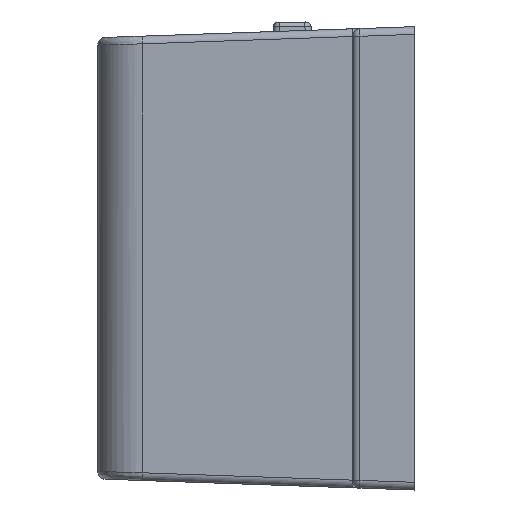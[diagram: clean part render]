
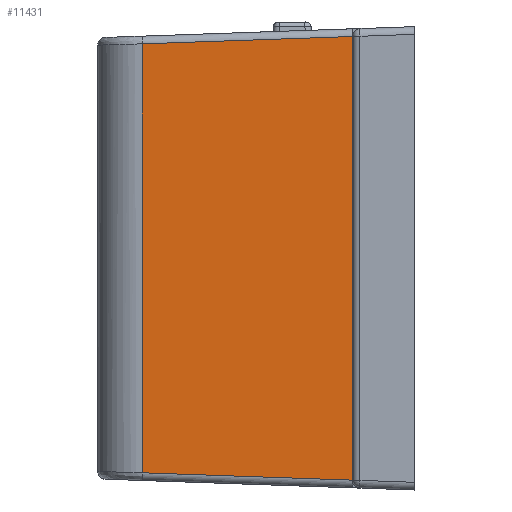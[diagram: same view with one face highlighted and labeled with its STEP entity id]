
A CAD part, left-side view. The second image highlights one B-rep face of the part: STEP entity #11431.
In plain terms, the highlighted planar face has unit normal (-0.999, 0.035, 0).
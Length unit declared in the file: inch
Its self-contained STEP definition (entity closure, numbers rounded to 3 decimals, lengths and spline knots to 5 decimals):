
#1782=FACE_OUTER_BOUND('',#2490,.T.);
#2490=EDGE_LOOP('',(#10017,#10018,#10019,#10020));
#3374=LINE('',#22445,#4311);
#3458=LINE('',#22836,#4395);
#3459=LINE('',#22838,#4396);
#3460=LINE('',#22839,#4397);
#4311=VECTOR('',#15539,1.13076);
#4395=VECTOR('',#15815,0.53627);
#4396=VECTOR('',#15816,1.09335);
#4397=VECTOR('',#15817,0.53627);
#5333=VERTEX_POINT('',#22442);
#5334=VERTEX_POINT('',#22444);
#5408=VERTEX_POINT('',#22835);
#5409=VERTEX_POINT('',#22837);
#6851=EDGE_CURVE('',#5334,#5333,#3374,.T.);
#6976=EDGE_CURVE('',#5333,#5408,#3458,.T.);
#6977=EDGE_CURVE('',#5409,#5408,#3459,.T.);
#6978=EDGE_CURVE('',#5409,#5334,#3460,.T.);
#10017=ORIENTED_EDGE('',*,*,#6851,.T.);
#10018=ORIENTED_EDGE('',*,*,#6976,.T.);
#10019=ORIENTED_EDGE('',*,*,#6977,.F.);
#10020=ORIENTED_EDGE('',*,*,#6978,.T.);
#10870=PLANE('',#12691);
#11431=ADVANCED_FACE('',(#1782),#10870,.T.);
#12691=AXIS2_PLACEMENT_3D('',#22834,#15813,#15814);
#15539=DIRECTION('',(0.,0.,1.));
#15813=DIRECTION('center_axis',(-0.999,0.035,0.));
#15814=DIRECTION('ref_axis',(0.,0.,1.));
#15815=DIRECTION('',(0.035,0.999,-0.035));
#15816=DIRECTION('',(0.,0.,1.));
#15817=DIRECTION('',(-0.035,-0.999,-0.035));
#22442=CARTESIAN_POINT('',(-1.04331,0.,0.56538));
#22444=CARTESIAN_POINT('',(-1.04331,0.,-0.56538));
#22445=CARTESIAN_POINT('',(-1.04331,0.,-0.56538));
#22834=CARTESIAN_POINT('Origin',(-1.0246,0.53562,-0.59055));
#22835=CARTESIAN_POINT('',(-1.0246,0.53562,0.54667));
#22836=CARTESIAN_POINT('',(-1.04331,0.,0.56538));
#22837=CARTESIAN_POINT('',(-1.0246,0.53562,-0.54667));
#22838=CARTESIAN_POINT('',(-1.0246,0.53562,-0.54667));
#22839=CARTESIAN_POINT('',(-1.0246,0.53562,-0.54667));
